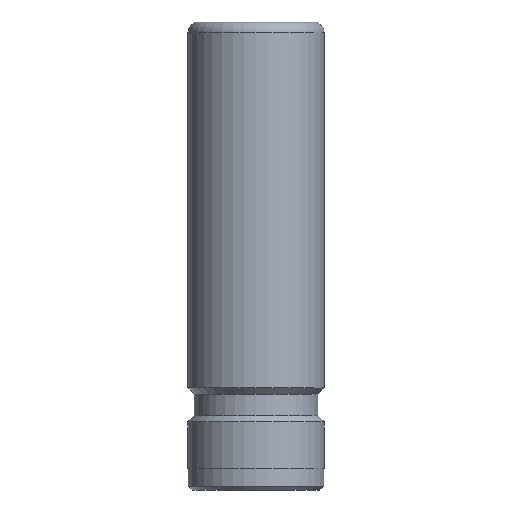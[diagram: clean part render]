
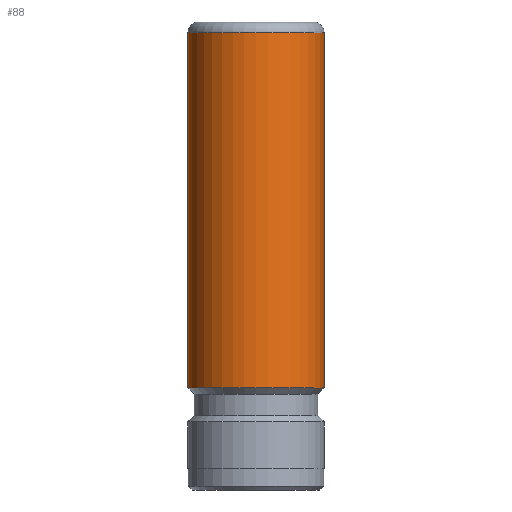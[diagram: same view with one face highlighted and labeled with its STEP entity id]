
A CAD part, front view. The second image highlights one B-rep face of the part: STEP entity #88.
In plain terms, the highlighted cylindrical face has radius 16 mm (diameter 32 mm), a partial arc.
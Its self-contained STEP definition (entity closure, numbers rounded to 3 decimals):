
#3 = CIRCLE ( 'NONE', #624, 16. ) ;
#16 = CARTESIAN_POINT ( 'NONE',  ( 0., 0., 107.5 ) ) ;
#20 = CARTESIAN_POINT ( 'NONE',  ( -16., 0., 110. ) ) ;
#48 = AXIS2_PLACEMENT_3D ( 'NONE', #640, #62, #347 ) ;
#52 = CARTESIAN_POINT ( 'NONE',  ( 16., 0., 107.5 ) ) ;
#60 = ORIENTED_EDGE ( 'NONE', *, *, #437, .F. ) ;
#62 = DIRECTION ( 'NONE',  ( 0., 0., -1. ) ) ;
#68 = CARTESIAN_POINT ( 'NONE',  ( 16., 0., 24. ) ) ;
#78 = VERTEX_POINT ( 'NONE', #353 ) ;
#88 = ADVANCED_FACE ( 'NONE', ( #515 ), #283, .T. ) ;
#104 = VERTEX_POINT ( 'NONE', #68 ) ;
#143 = CARTESIAN_POINT ( 'NONE',  ( 16., 0., 110. ) ) ;
#158 = ORIENTED_EDGE ( 'NONE', *, *, #224, .T. ) ;
#187 = CARTESIAN_POINT ( 'NONE',  ( -16., 0., 107.5 ) ) ;
#196 = DIRECTION ( 'NONE',  ( 0., 0., -1. ) ) ;
#198 = DIRECTION ( 'NONE',  ( 0., 0., -1. ) ) ;
#213 = VECTOR ( 'NONE', #196, 1000. ) ;
#224 = EDGE_CURVE ( 'NONE', #748, #255, #3, .T. ) ;
#228 = LINE ( 'NONE', #143, #213 ) ;
#251 = CARTESIAN_POINT ( 'NONE',  ( 0., 0., 24. ) ) ;
#255 = VERTEX_POINT ( 'NONE', #187 ) ;
#259 = ORIENTED_EDGE ( 'NONE', *, *, #459, .T. ) ;
#283 = CYLINDRICAL_SURFACE ( 'NONE', #48, 16. ) ;
#319 = LINE ( 'NONE', #20, #695 ) ;
#321 = EDGE_LOOP ( 'NONE', ( #60, #158, #259, #513 ) ) ;
#347 = DIRECTION ( 'NONE',  ( -1., 0., 0. ) ) ;
#353 = CARTESIAN_POINT ( 'NONE',  ( -16., 0., 24. ) ) ;
#355 = EDGE_CURVE ( 'NONE', #104, #78, #723, .T. ) ;
#359 = DIRECTION ( 'NONE',  ( 0., 0., -1. ) ) ;
#369 = DIRECTION ( 'NONE',  ( 0., 0., -1. ) ) ;
#419 = DIRECTION ( 'NONE',  ( 1., 0., 0. ) ) ;
#437 = EDGE_CURVE ( 'NONE', #748, #104, #228, .T. ) ;
#459 = EDGE_CURVE ( 'NONE', #255, #78, #319, .T. ) ;
#513 = ORIENTED_EDGE ( 'NONE', *, *, #355, .F. ) ;
#515 = FACE_OUTER_BOUND ( 'NONE', #321, .T. ) ;
#599 = DIRECTION ( 'NONE',  ( -1., 0., 0. ) ) ;
#624 = AXIS2_PLACEMENT_3D ( 'NONE', #16, #359, #419 ) ;
#640 = CARTESIAN_POINT ( 'NONE',  ( 0., 0., 110. ) ) ;
#695 = VECTOR ( 'NONE', #369, 1000. ) ;
#719 = AXIS2_PLACEMENT_3D ( 'NONE', #251, #198, #599 ) ;
#723 = CIRCLE ( 'NONE', #719, 16. ) ;
#748 = VERTEX_POINT ( 'NONE', #52 ) ;
